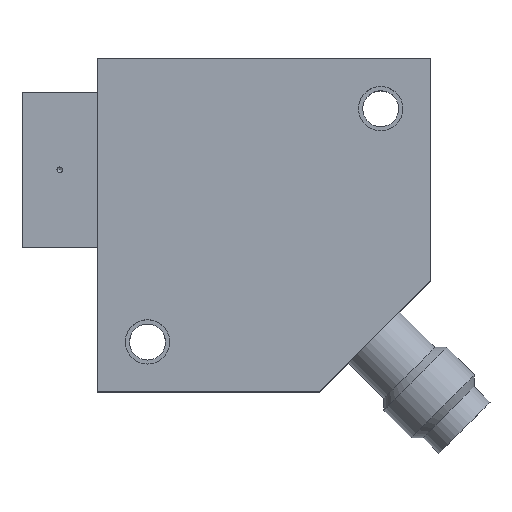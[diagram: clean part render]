
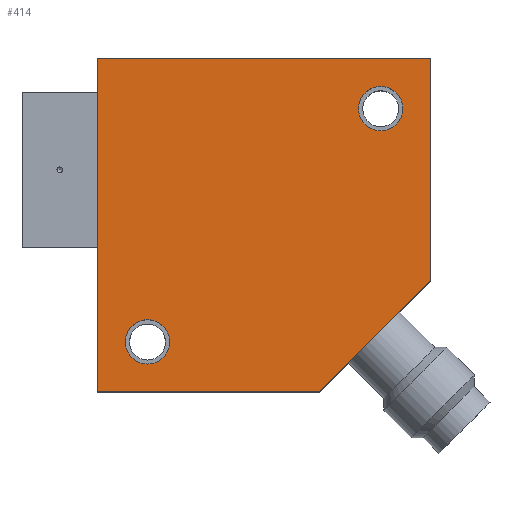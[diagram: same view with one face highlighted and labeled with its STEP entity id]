
A CAD part, top view. The second image highlights one B-rep face of the part: STEP entity #414.
In plain terms, the highlighted planar face has unit normal (0, 0, 1).
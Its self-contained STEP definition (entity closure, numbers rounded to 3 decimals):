
#36=LINE($,#673,#63);
#40=LINE($,#681,#67);
#43=LINE($,#687,#70);
#46=LINE($,#693,#73);
#49=LINE($,#698,#76);
#63=VECTOR($,#549,20.);
#67=VECTOR($,#555,14.142);
#70=VECTOR($,#560,20.);
#73=VECTOR($,#565,30.);
#76=VECTOR($,#570,30.);
#91=PLANE($,#460);
#106=FACE_BOUND($,#185,.T.);
#107=FACE_BOUND($,#186,.T.);
#144=FACE_OUTER_BOUND($,#184,.T.);
#184=EDGE_LOOP($,(#365,#366,#367,#368,#369));
#185=EDGE_LOOP($,(#370));
#186=EDGE_LOOP($,(#371));
#206=CIRCLE($,#442,2.);
#209=CIRCLE($,#447,2.);
#232=VERTEX_POINT($,#649);
#235=VERTEX_POINT($,#657);
#240=VERTEX_POINT($,#671);
#241=VERTEX_POINT($,#672);
#244=VERTEX_POINT($,#680);
#246=VERTEX_POINT($,#686);
#248=VERTEX_POINT($,#692);
#272=EDGE_CURVE($,#232,#232,#206,.T.);
#275=EDGE_CURVE($,#235,#235,#209,.T.);
#280=EDGE_CURVE($,#240,#241,#36,.T.);
#284=EDGE_CURVE($,#241,#244,#40,.T.);
#287=EDGE_CURVE($,#244,#246,#43,.T.);
#290=EDGE_CURVE($,#246,#248,#46,.T.);
#293=EDGE_CURVE($,#248,#240,#49,.T.);
#365=ORIENTED_EDGE($,*,*,#280,.F.);
#366=ORIENTED_EDGE($,*,*,#293,.F.);
#367=ORIENTED_EDGE($,*,*,#290,.F.);
#368=ORIENTED_EDGE($,*,*,#287,.F.);
#369=ORIENTED_EDGE($,*,*,#284,.F.);
#370=ORIENTED_EDGE($,*,*,#272,.T.);
#371=ORIENTED_EDGE($,*,*,#275,.T.);
#414=ADVANCED_FACE($,(#144,#106,#107),#91,.T.);
#442=AXIS2_PLACEMENT_3D($,#650,#521,#522);
#447=AXIS2_PLACEMENT_3D($,#658,#531,#532);
#460=AXIS2_PLACEMENT_3D($,#700,#572,#573);
#521=DIRECTION('center_axis',(0.,0.,-1.));
#522=DIRECTION('ref_axis',(1.,0.,0.));
#531=DIRECTION('center_axis',(0.,0.,-1.));
#532=DIRECTION('ref_axis',(1.,0.,0.));
#549=DIRECTION($,(0.,-1.,0.));
#555=DIRECTION($,(-0.707,-0.707,0.));
#560=DIRECTION($,(-1.,0.,0.));
#565=DIRECTION($,(0.,1.,0.));
#570=DIRECTION($,(1.,0.,0.));
#572=DIRECTION('center_axis',(0.,0.,1.));
#573=DIRECTION('ref_axis',(1.,0.,0.));
#649=CARTESIAN_POINT('',(7.248,7.307,15.));
#650=CARTESIAN_POINT('Origin',(5.248,7.307,15.));
#657=CARTESIAN_POINT('',(-13.752,-13.693,15.));
#658=CARTESIAN_POINT('Origin',(-15.752,-13.693,15.));
#671=CARTESIAN_POINT('',(9.748,11.807,15.));
#672=CARTESIAN_POINT('',(9.748,-8.193,15.));
#673=CARTESIAN_POINT($,(9.748,11.807,15.));
#680=CARTESIAN_POINT('',(-0.252,-18.193,15.));
#681=CARTESIAN_POINT($,(9.748,-8.193,15.));
#686=CARTESIAN_POINT('',(-20.252,-18.193,15.));
#687=CARTESIAN_POINT($,(-0.252,-18.193,15.));
#692=CARTESIAN_POINT('',(-20.252,11.807,15.));
#693=CARTESIAN_POINT($,(-20.252,-18.193,15.));
#698=CARTESIAN_POINT($,(-20.252,11.807,15.));
#700=CARTESIAN_POINT('Origin',(-6.203,-2.242,15.));
